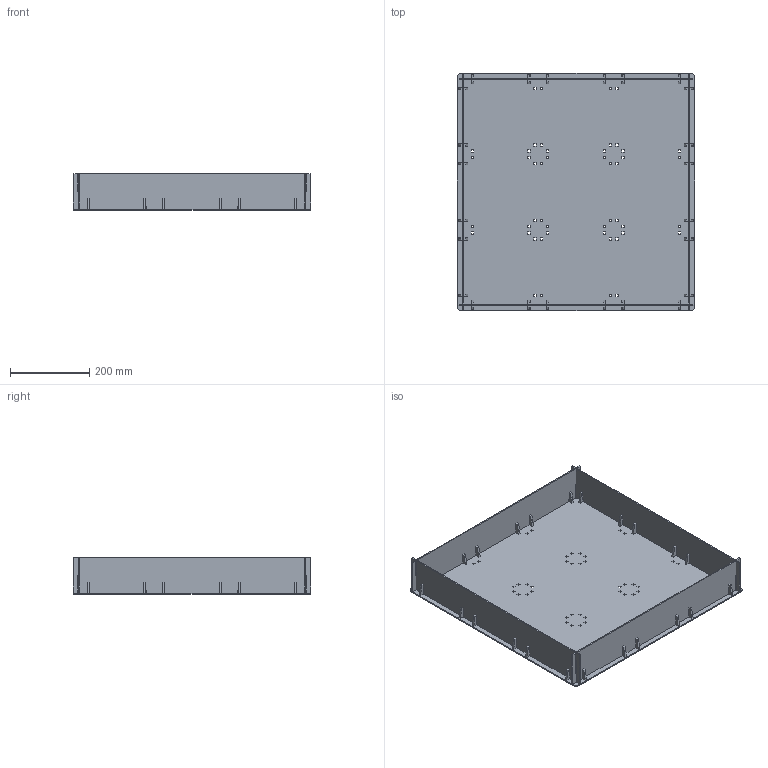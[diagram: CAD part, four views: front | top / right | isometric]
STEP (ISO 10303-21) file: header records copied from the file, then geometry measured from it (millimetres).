
FILE_DESCRIPTION(/* description */ ('Unknown'),/* implementation_level */ '2;1');
FILE_NAME(/* name */ 'Battleground',/* time_stamp */ '2020-12-18T20:03:47+08:00',/* author */ ('SeanChang'),/* organization */ ('Unknown'),/* preprocessor_version */ 'ST-DEVELOPER v16.7',/* originating_system */ 'DEX',/* authorisation */ $);
FILE_SCHEMA (('AUTOMOTIVE_DESIGN {1 0 10303 214 3 1 1}'));
Length unit declared in the file: millimetre
Products named in the file (7): Battleground; Ground; Board_1; Board_A; stand_fix; Board_2; Board_B
Assembly tree (19 placements, depth 3):
  Battleground
    Ground
    Board_1  x2
      Board_A
      stand_fix
    Board_2  x2
      Board_B
      stand_fix
Bounding box: 600 x 600 x 93.3 mm (x, y, z)
Volume: 1766719.6 mm3; surface area: 1213494.1 mm2
Topology: 29 solids, 29 shells, 938 faces, 2640 edges, 1760 vertices
Faces by surface type: plane 926, cylinder 12
Entity records: 16667 total; most frequent: CARTESIAN_POINT 2920, ORIENTED_EDGE 2892, DIRECTION 2482, EDGE_CURVE 1446, LINE 1430, VECTOR 1430, VERTEX_POINT 964, EDGE_LOOP 682
